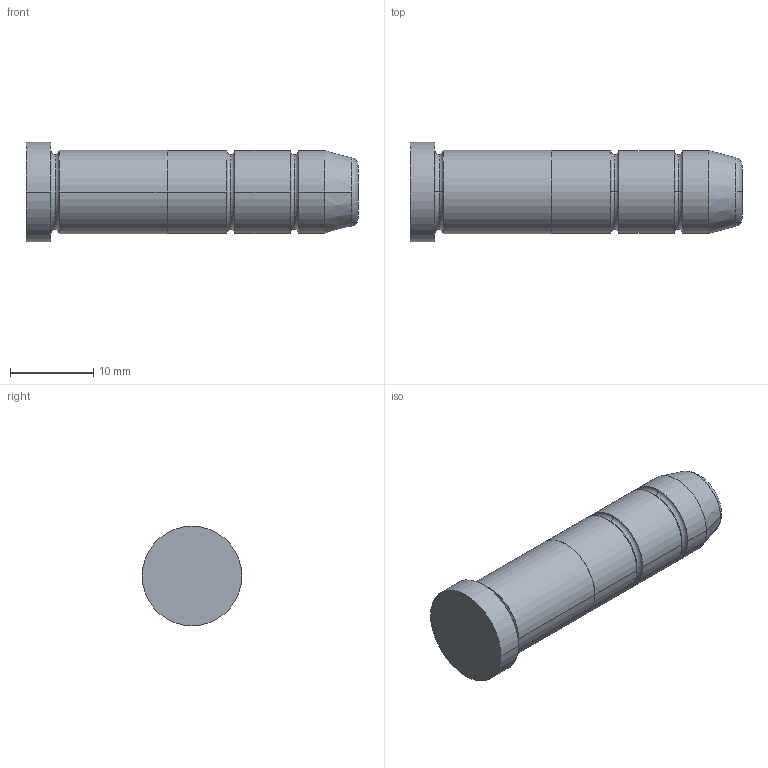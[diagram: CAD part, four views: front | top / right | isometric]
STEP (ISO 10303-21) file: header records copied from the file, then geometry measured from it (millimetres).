
FILE_DESCRIPTION(('STEP AP214'),'1');
FILE_NAME('strack_w23_10_40_17.stp','2017-10-09T09:55:43',('TraceParts'),('TraceParts S.A.'),'Spatial InterOp 3D',' ',' ');
FILE_SCHEMA(('automotive_design'));
Length unit declared in the file: millimetre
Products named in the file (1): strack_w23_10_40_17
Bounding box: 40 x 12 x 12 mm (x, y, z)
Volume: 3149 mm3; surface area: 1501.5 mm2
Topology: 1 solids, 1 shells, 30 faces, 72 edges, 46 vertices
Faces by surface type: torus 14, cylinder 10, plane 4, cone 2
Entity records: 923 total; most frequent: DIRECTION 194, CARTESIAN_POINT 149, ORIENTED_EDGE 144, AXIS2_PLACEMENT_3D 91, EDGE_CURVE 72, CIRCLE 60, VERTEX_POINT 46, EDGE_LOOP 32
